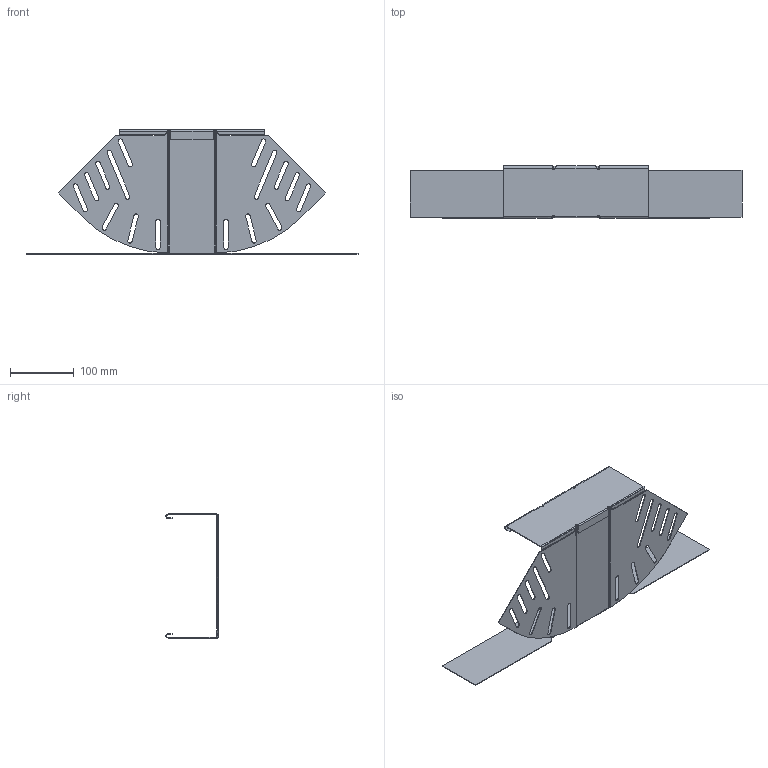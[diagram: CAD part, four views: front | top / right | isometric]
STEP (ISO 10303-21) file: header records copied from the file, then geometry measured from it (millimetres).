
FILE_DESCRIPTION (( 'STEP AP214' ), '1' );
FILE_NAME ('6037202.STEP', '2024-10-18T05:25:29', ( '' ), ( '' ), 'SwSTEP 2.0', 'SolidWorks 2022', '' );
FILE_SCHEMA (( 'AUTOMOTIVE_DESIGN' ));
Length unit declared in the file: millimetre
Products named in the file (3): 167655_85x0°; 6037202; 181455_200
Assembly tree (2 placements, depth 2):
  6037202
    181455_200
    167655_85x0°
Bounding box: 522 x 82 x 195 mm (x, y, z)
Volume: 121766.2 mm3; surface area: 236894 mm2
Topology: 2 solids, 2 shells, 220 faces, 552 edges, 336 vertices
Faces by surface type: plane 126, cylinder 84, bspline 10
Entity records: 6888 total; most frequent: CARTESIAN_POINT 1481, ORIENTED_EDGE 1104, DIRECTION 1090, EDGE_CURVE 552, LINE 364, VECTOR 364, AXIS2_PLACEMENT_3D 363, VERTEX_POINT 336
